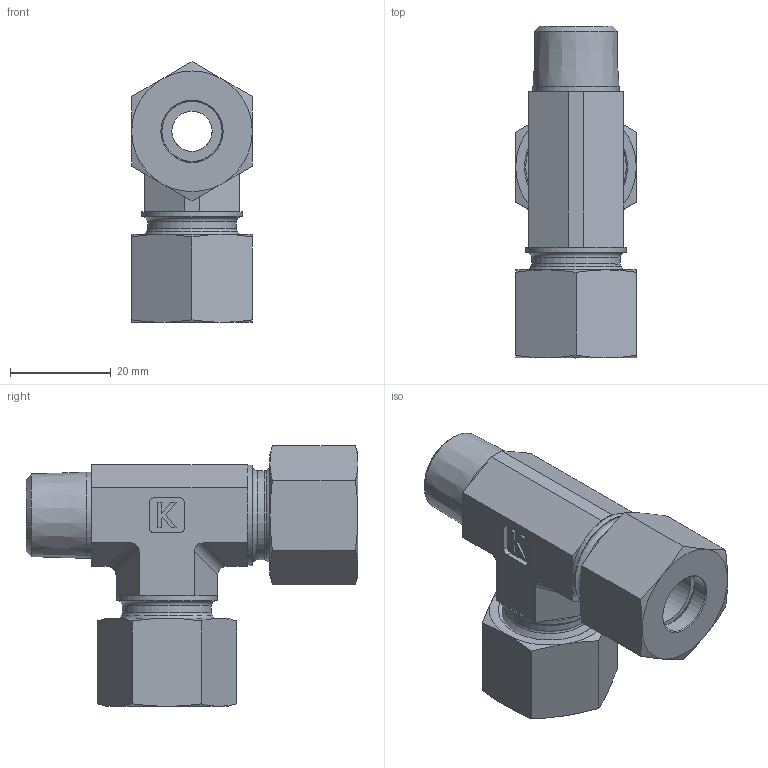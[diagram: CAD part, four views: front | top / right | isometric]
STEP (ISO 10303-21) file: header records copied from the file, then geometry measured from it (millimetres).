
FILE_DESCRIPTION((''),'2;1');
FILE_NAME('2515123820.stp','2014-08-25T11:04:04',(''),('KNOMI spol. s r. o.'),'Autodesk Inventor 2012','Autodesk Inventor 2012','');
FILE_SCHEMA(('AUTOMOTIVE_DESIGN { 1 2 10303 214 0 1 1 1 }'));
Length unit declared in the file: millimetre
Products named in the file (4): TBCR3K 12SRkuž; 40112; 3981220; 2514123820
Assembly tree (5 placements, depth 2):
  TBCR3K 12SRkuž
    40112  x2
    3981220  x2
    2514123820
Bounding box: 24 x 66 x 51.86 mm (x, y, z)
Volume: 27930.4 mm3; surface area: 15380.1 mm2
Topology: 5 solids, 5 shells, 171 faces, 395 edges, 240 vertices
Faces by surface type: plane 87, cone 47, cylinder 31, torus 6
Full cylindrical faces by diameter (mm): 8 x2, 12 x6, 14.3 x2, 16 x2, 17.131 x1, 17.7 x2, 18.376 x2, 20 x4
Entity records: 3823 total; most frequent: CARTESIAN_POINT 647, DIRECTION 644, ORIENTED_EDGE 540, EDGE_CURVE 270, AXIS2_PLACEMENT_3D 253, EDGE_LOOP 188, VERTEX_POINT 184, STYLED_ITEM 139
